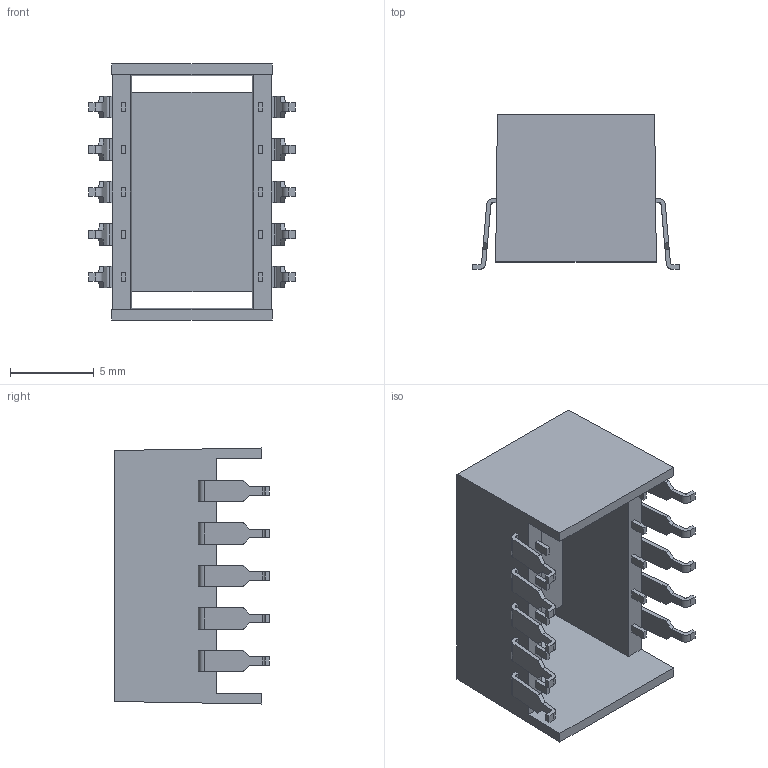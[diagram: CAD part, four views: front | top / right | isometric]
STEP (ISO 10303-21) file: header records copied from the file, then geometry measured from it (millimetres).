
FILE_DESCRIPTION (( 'STEP AP214' ), '1' );
FILE_NAME ('R-78AA3.3-1.0SMD.STEP', '2022-03-08T18:42:12', ( '' ), ( '' ), 'SwSTEP 2.0', 'SolidWorks 2017', '' );
FILE_SCHEMA (( 'AUTOMOTIVE_DESIGN' ));
Length unit declared in the file: millimetre
Products named in the file (1): R-78AA3.3-1.0SMD
Bounding box: 12.35 x 9.24 x 15.3 mm (x, y, z)
Volume: 345.1 mm3; surface area: 1100.4 mm2
Topology: 21 solids, 21 shells, 376 faces, 1008 edges, 672 vertices
Faces by surface type: plane 316, cylinder 60
Entity records: 11874 total; most frequent: CARTESIAN_POINT 2057, ORIENTED_EDGE 2016, DIRECTION 1882, EDGE_CURVE 1008, LINE 888, VECTOR 888, VERTEX_POINT 672, AXIS2_PLACEMENT_3D 497
